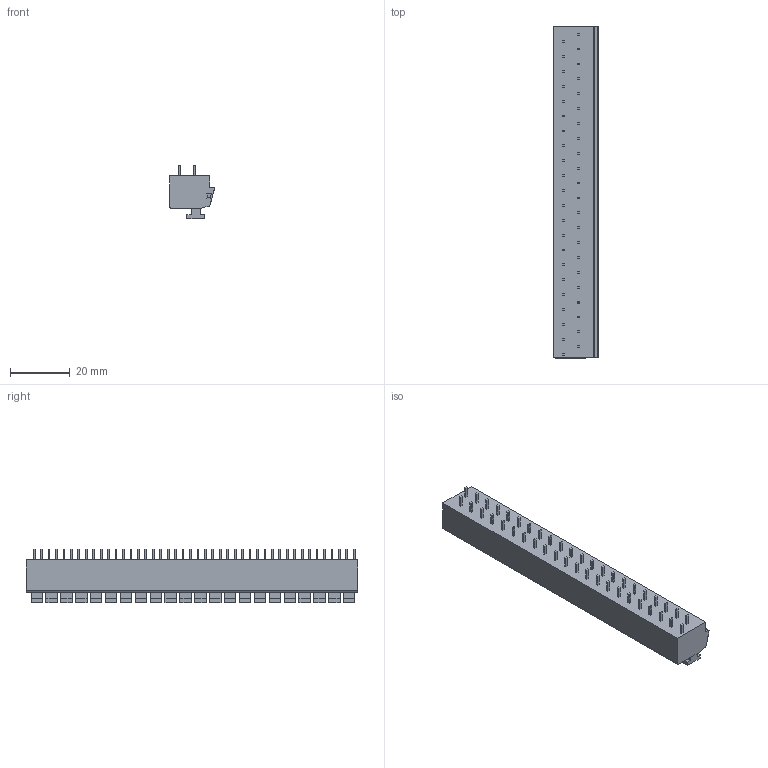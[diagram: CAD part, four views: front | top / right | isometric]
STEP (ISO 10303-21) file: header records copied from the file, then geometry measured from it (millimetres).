
FILE_DESCRIPTION((''),'2;1');
FILE_NAME('PRT0001','2024-09-29T09:30:56',('tluser'),(''),'CREO PARAMETRIC BY PTC INC, 2018100','CREO PARAMETRIC BY PTC INC, 2018100','');
FILE_SCHEMA(('CONFIG_CONTROL_DESIGN'));
Length unit declared in the file: millimetre
Products named in the file (1): PRT0001
Bounding box: 15 x 111.5 x 18.1 mm (x, y, z)
Volume: 16842.6 mm3; surface area: 9096.5 mm2
Topology: 1 solids, 1 shells, 850 faces, 2192 edges, 1432 vertices
Faces by surface type: plane 714, bspline 88, cylinder 48
Entity records: 29704 total; most frequent: CARTESIAN_POINT 10172, ORIENTED_EDGE 4384, DIRECTION 3240, EDGE_CURVE 2192, VECTOR 1700, LINE 1700, VERTEX_POINT 1432, EDGE_LOOP 938
